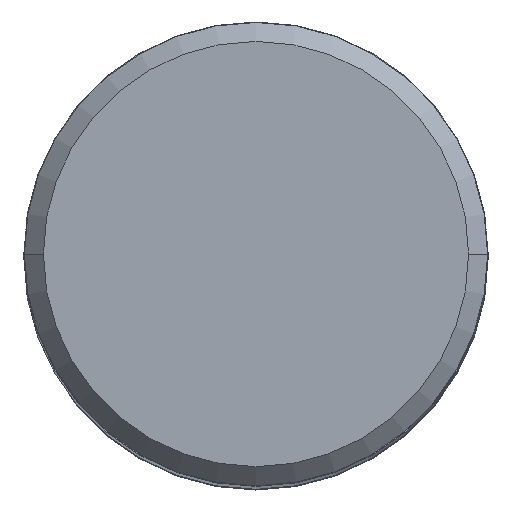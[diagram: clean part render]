
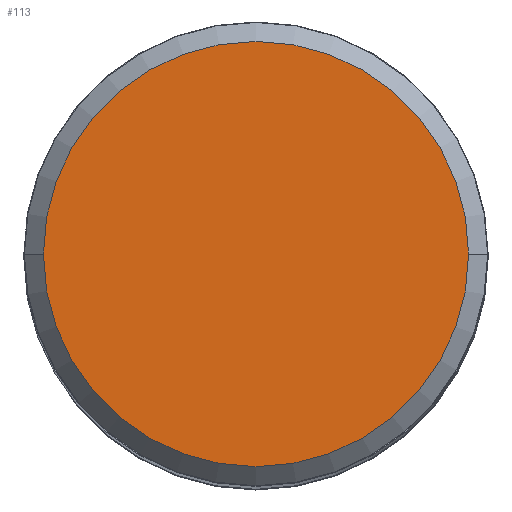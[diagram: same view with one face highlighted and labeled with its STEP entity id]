
A CAD part, top view. The second image highlights one B-rep face of the part: STEP entity #113.
In plain terms, the highlighted planar face has unit normal (0, 0, 1).
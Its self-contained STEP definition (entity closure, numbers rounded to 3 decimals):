
#61=PLANE('',#1051);
#113=ADVANCED_FACE('',(#196),#61,.F.);
#196=FACE_OUTER_BOUND('',#252,.T.);
#252=EDGE_LOOP('',(#434,#435));
#434=ORIENTED_EDGE('',*,*,#627,.F.);
#435=ORIENTED_EDGE('',*,*,#625,.F.);
#528=VERTEX_POINT('',#1587);
#529=VERTEX_POINT('',#1589);
#625=EDGE_CURVE('',#528,#529,#705,.T.);
#627=EDGE_CURVE('',#529,#528,#706,.T.);
#705=CIRCLE('',#1047,14.536);
#706=CIRCLE('',#1049,14.536);
#1047=AXIS2_PLACEMENT_3D('',#1588,#1324,#1325);
#1049=AXIS2_PLACEMENT_3D('',#1592,#1329,#1330);
#1051=AXIS2_PLACEMENT_3D('',#1594,#1333,#1334);
#1324=DIRECTION('',(0.,0.,-1.));
#1325=DIRECTION('',(-1.,0.,0.));
#1329=DIRECTION('',(0.,0.,-1.));
#1330=DIRECTION('',(1.,0.,0.));
#1333=DIRECTION('',(0.,0.,-1.));
#1334=DIRECTION('',(1.,0.,0.));
#1587=CARTESIAN_POINT('',(-14.536,0.,0.));
#1588=CARTESIAN_POINT('',(0.,0.,0.));
#1589=CARTESIAN_POINT('',(14.536,0.,0.));
#1592=CARTESIAN_POINT('',(0.,0.,0.));
#1594=CARTESIAN_POINT('',(0.,0.,0.));
